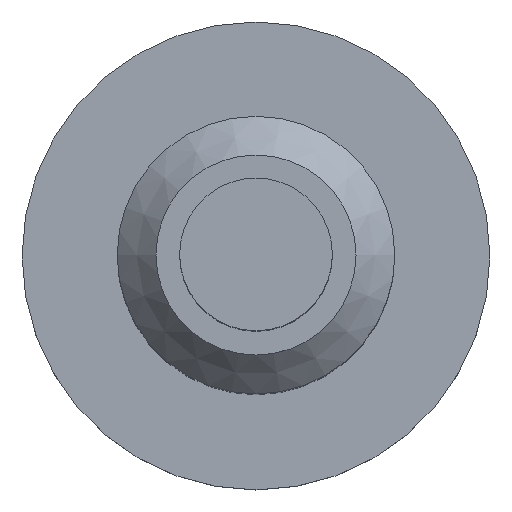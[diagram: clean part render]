
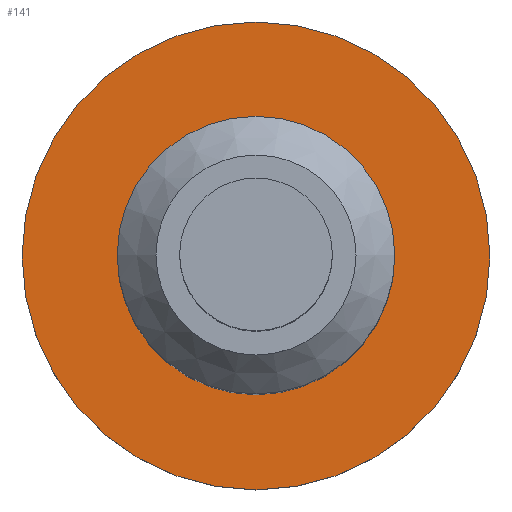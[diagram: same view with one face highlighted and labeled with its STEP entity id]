
A CAD part, top view. The second image highlights one B-rep face of the part: STEP entity #141.
In plain terms, the highlighted planar face has unit normal (0, 0, 1).
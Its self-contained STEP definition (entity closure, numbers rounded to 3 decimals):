
#17 = DIRECTION ( 'NONE',  ( 0., 0., -1. ) ) ;
#24 = CARTESIAN_POINT ( 'NONE',  ( 1.93, 0., 5.5 ) ) ;
#44 = PLANE ( 'NONE',  #188 ) ;
#54 = AXIS2_PLACEMENT_3D ( 'NONE', #372, #111, #82 ) ;
#75 = FACE_BOUND ( 'NONE', #301, .T. ) ;
#82 = DIRECTION ( 'NONE',  ( 1., 0., 0. ) ) ;
#89 = CIRCLE ( 'NONE', #339, 1.145 ) ;
#101 = ORIENTED_EDGE ( 'NONE', *, *, #326, .F. ) ;
#111 = DIRECTION ( 'NONE',  ( 0., 0., 1. ) ) ;
#114 = EDGE_CURVE ( 'NONE', #193, #193, #265, .T. ) ;
#133 = DIRECTION ( 'NONE',  ( -1., 0., 0. ) ) ;
#141 = ADVANCED_FACE ( 'NONE', ( #75, #187 ), #44, .F. ) ;
#183 = CARTESIAN_POINT ( 'NONE',  ( 0., 0., 5.5 ) ) ;
#187 = FACE_OUTER_BOUND ( 'NONE', #335, .T. ) ;
#188 = AXIS2_PLACEMENT_3D ( 'NONE', #278, #17, #133 ) ;
#193 = VERTEX_POINT ( 'NONE', #24 ) ;
#198 = ORIENTED_EDGE ( 'NONE', *, *, #114, .T. ) ;
#223 = CARTESIAN_POINT ( 'NONE',  ( 1.145, 0., 5.5 ) ) ;
#265 = CIRCLE ( 'NONE', #54, 1.93 ) ;
#278 = CARTESIAN_POINT ( 'NONE',  ( 0., 1.145, 5.5 ) ) ;
#294 = DIRECTION ( 'NONE',  ( 1., 0., 0. ) ) ;
#297 = DIRECTION ( 'NONE',  ( 0., 0., 1. ) ) ;
#301 = EDGE_LOOP ( 'NONE', ( #101 ) ) ;
#326 = EDGE_CURVE ( 'NONE', #371, #371, #89, .T. ) ;
#335 = EDGE_LOOP ( 'NONE', ( #198 ) ) ;
#339 = AXIS2_PLACEMENT_3D ( 'NONE', #183, #297, #294 ) ;
#371 = VERTEX_POINT ( 'NONE', #223 ) ;
#372 = CARTESIAN_POINT ( 'NONE',  ( 0., 0., 5.5 ) ) ;
